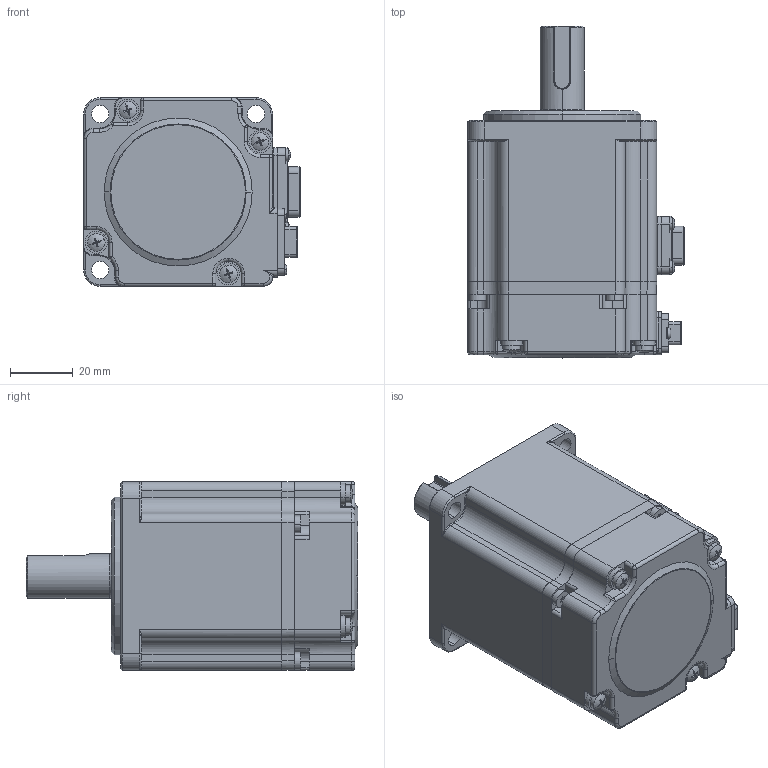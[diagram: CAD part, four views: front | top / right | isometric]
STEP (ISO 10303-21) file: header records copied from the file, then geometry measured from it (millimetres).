
FILE_DESCRIPTION (( 'STEP AP203' ), '1' );
FILE_NAME ('MS6H-60TH30B3-20P2-S.STEP', '2024-08-10T01:06:31', ( '' ), ( '' ), 'SwSTEP 2.0', 'SolidWorks 2022', '' );
FILE_SCHEMA (( 'CONFIG_CONTROL_DESIGN' ));
Length unit declared in the file: millimetre
Products named in the file (1): MS6H-60TH30B3-20P2-S
Bounding box: 68.8 x 105.4 x 60 mm (x, y, z)
Surface area: 31341.8 mm2 (no closed solid volume)
Topology: 0 solids, 27 shells, 806 faces, 2647 edges, 1825 vertices
Faces by surface type: plane 391, cylinder 277, torus 60, cone 32, sphere 24, bspline 22
Entity records: 29967 total; most frequent: CARTESIAN_POINT 6767, DIRECTION 5043, ORIENTED_EDGE 4341, EDGE_CURVE 2631, VERTEX_POINT 1825, AXIS2_PLACEMENT_3D 1735, VECTOR 1573, LINE 1573
